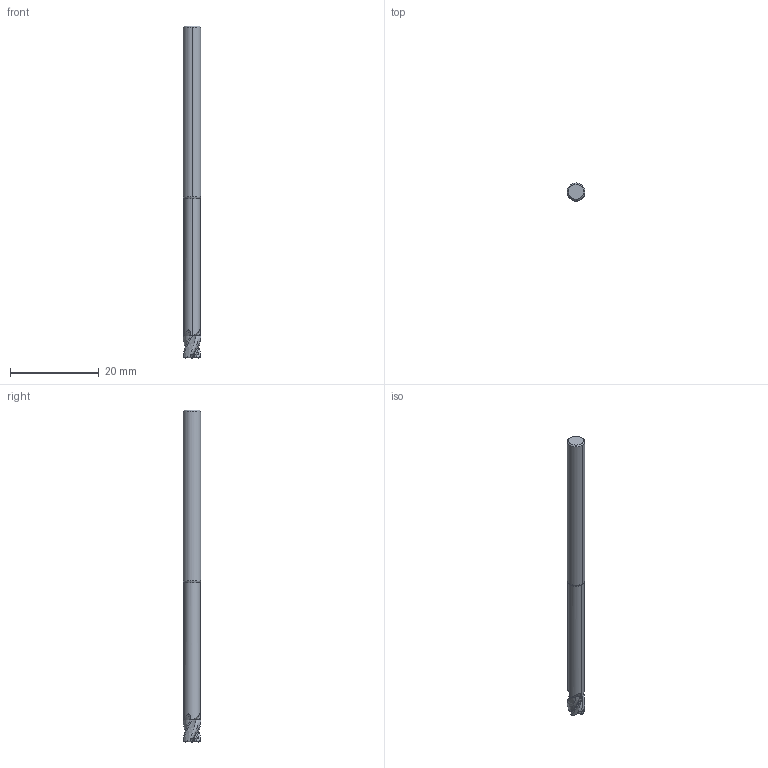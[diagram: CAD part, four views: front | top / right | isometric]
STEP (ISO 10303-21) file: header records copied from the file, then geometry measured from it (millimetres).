
FILE_DESCRIPTION(('no description'),'unknown implementation level');
FILE_NAME('EXPK1-M06-0113-4_0_5-Detail.stp',' ',('CIMSOURCE GmbH'),('CADClick - KiM GmbH - www.kimweb.de'),'unknown preprocess','ACIS','unknown authorization');
FILE_SCHEMA(('automotive_design'));
Length unit declared in the file: millimetre
Products named in the file (2): NOCUT; CUT
Bounding box: 4 x 4 x 75 mm (x, y, z)
Volume: 853.1 mm3; surface area: 952.9 mm2
Topology: 2 solids, 2 shells, 103 faces, 280 edges, 177 vertices
Faces by surface type: bspline 36, plane 33, cone 14, revolution 12, cylinder 4, torus 4
Entity records: 11698 total; most frequent: CARTESIAN_POINT 6376, STYLED_ITEM 558, PRESENTATION_STYLE_ASSIGNMENT 558, COLOUR_RGB 558, ORIENTED_EDGE 552, DIRECTION 304, EDGE_CURVE 276, CURVE_STYLE 276
